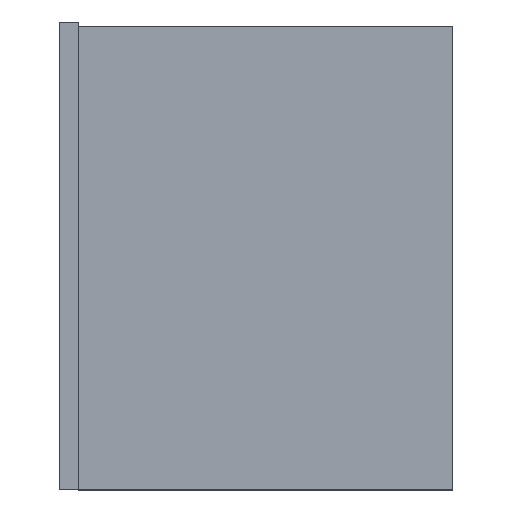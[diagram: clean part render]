
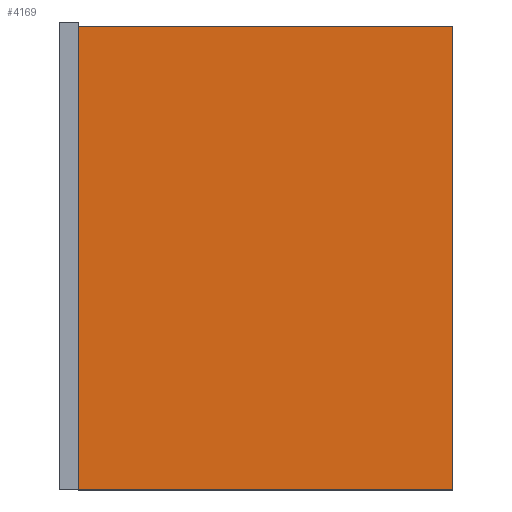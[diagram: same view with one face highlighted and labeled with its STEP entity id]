
A CAD part, left-side view. The second image highlights one B-rep face of the part: STEP entity #4169.
In plain terms, the highlighted face is planar.
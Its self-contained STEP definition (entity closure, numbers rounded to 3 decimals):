
#33 = EDGE_CURVE ( 'NONE', #1287, #1489, #4254, .T. ) ;
#211 = LINE ( 'NONE', #3512, #3572 ) ;
#216 = VERTEX_POINT ( 'NONE', #1483 ) ;
#245 = DIRECTION ( 'NONE',  ( 0., 1., 0. ) ) ;
#810 = LINE ( 'NONE', #4107, #6088 ) ;
#866 = VECTOR ( 'NONE', #3206, 1000. ) ;
#926 = CARTESIAN_POINT ( 'NONE',  ( -247.5, 200., 33. ) ) ;
#1052 = VECTOR ( 'NONE', #1615, 1000. ) ;
#1071 = CARTESIAN_POINT ( 'NONE',  ( 247.5, -200., 33. ) ) ;
#1287 = VERTEX_POINT ( 'NONE', #6647 ) ;
#1483 = CARTESIAN_POINT ( 'NONE',  ( 247.5, 200., 33. ) ) ;
#1489 = VERTEX_POINT ( 'NONE', #1071 ) ;
#1615 = DIRECTION ( 'NONE',  ( 0., -1., 0. ) ) ;
#1976 = ORIENTED_EDGE ( 'NONE', *, *, #5840, .T. ) ;
#3008 = AXIS2_PLACEMENT_3D ( 'NONE', #6299, #4234, #5841 ) ;
#3206 = DIRECTION ( 'NONE',  ( 1., 0., 0. ) ) ;
#3512 = CARTESIAN_POINT ( 'NONE',  ( 247.5, 200., 33. ) ) ;
#3572 = VECTOR ( 'NONE', #245, 1000. ) ;
#3789 = VERTEX_POINT ( 'NONE', #926 ) ;
#4107 = CARTESIAN_POINT ( 'NONE',  ( -247.5, 200., 33. ) ) ;
#4169 = ADVANCED_FACE ( 'NONE', ( #4294 ), #5868, .F. ) ;
#4234 = DIRECTION ( 'NONE',  ( 0., 0., -1. ) ) ;
#4254 = LINE ( 'NONE', #5859, #866 ) ;
#4294 = FACE_OUTER_BOUND ( 'NONE', #5977, .T. ) ;
#4313 = ORIENTED_EDGE ( 'NONE', *, *, #33, .T. ) ;
#4395 = LINE ( 'NONE', #6419, #1052 ) ;
#5147 = DIRECTION ( 'NONE',  ( -1., 0., 0. ) ) ;
#5547 = ORIENTED_EDGE ( 'NONE', *, *, #6869, .T. ) ;
#5840 = EDGE_CURVE ( 'NONE', #3789, #1287, #4395, .T. ) ;
#5841 = DIRECTION ( 'NONE',  ( 1., 0., 0. ) ) ;
#5859 = CARTESIAN_POINT ( 'NONE',  ( -247.5, -200., 33. ) ) ;
#5868 = PLANE ( 'NONE',  #3008 ) ;
#5977 = EDGE_LOOP ( 'NONE', ( #5547, #6758, #1976, #4313 ) ) ;
#6088 = VECTOR ( 'NONE', #5147, 1000. ) ;
#6299 = CARTESIAN_POINT ( 'NONE',  ( 0., 0., 33. ) ) ;
#6343 = EDGE_CURVE ( 'NONE', #216, #3789, #810, .T. ) ;
#6419 = CARTESIAN_POINT ( 'NONE',  ( -247.5, 200., 33. ) ) ;
#6647 = CARTESIAN_POINT ( 'NONE',  ( -247.5, -200., 33. ) ) ;
#6758 = ORIENTED_EDGE ( 'NONE', *, *, #6343, .T. ) ;
#6869 = EDGE_CURVE ( 'NONE', #1489, #216, #211, .T. ) ;
